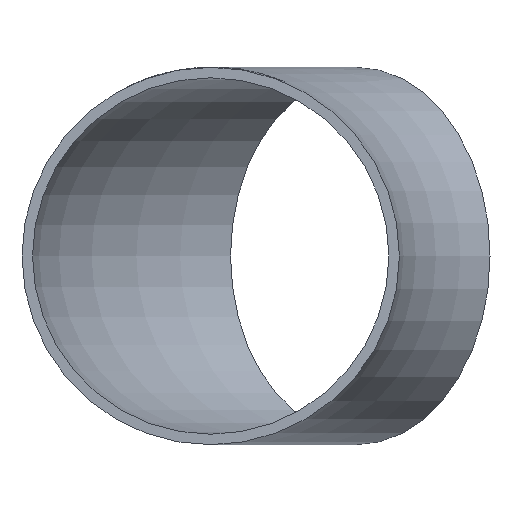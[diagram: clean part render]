
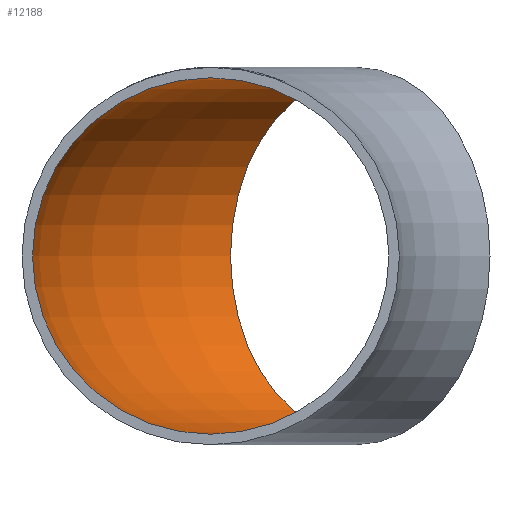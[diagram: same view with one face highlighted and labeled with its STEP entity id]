
A CAD part, front view. The second image highlights one B-rep face of the part: STEP entity #12188.
In plain terms, the highlighted toroidal (fillet/blend) face has major radius 142.5 mm and minor radius 51 mm.
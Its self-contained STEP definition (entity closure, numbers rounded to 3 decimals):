
#49 = EDGE_CURVE ( 'NONE', #19374, #19374, #5299, .T. ) ;
#1153 = CIRCLE ( 'NONE', #17235, 51. ) ;
#2865 = EDGE_CURVE ( 'NONE', #8855, #8855, #1153, .T. ) ;
#2949 = DIRECTION ( 'NONE',  ( -0.707, 0.707, 0. ) ) ;
#3335 = CARTESIAN_POINT ( 'NONE',  ( -142.5, 0., 51. ) ) ;
#4929 = AXIS2_PLACEMENT_3D ( 'NONE', #20405, #13264, #2949 ) ;
#5299 = CIRCLE ( 'NONE', #4929, 51. ) ;
#5655 = EDGE_LOOP ( 'NONE', ( #16193 ) ) ;
#7663 = CARTESIAN_POINT ( 'NONE',  ( 0., 0., 0. ) ) ;
#8855 = VERTEX_POINT ( 'NONE', #3335 ) ;
#9068 = DIRECTION ( 'NONE',  ( 0., 0., 1. ) ) ;
#9203 = CARTESIAN_POINT ( 'NONE',  ( -136.825, 136.825, 0. ) ) ;
#12188 = ADVANCED_FACE ( 'NONE', ( #21932, #12935 ), #12210, .F. ) ;
#12210 = TOROIDAL_SURFACE ( 'NONE', #15181, 142.5, 51. ) ;
#12935 = FACE_OUTER_BOUND ( 'NONE', #13675, .T. ) ;
#13052 = DIRECTION ( 'NONE',  ( -1., 0., 0. ) ) ;
#13264 = DIRECTION ( 'NONE',  ( 0.707, 0.707, 0. ) ) ;
#13675 = EDGE_LOOP ( 'NONE', ( #21421 ) ) ;
#14807 = DIRECTION ( 'NONE',  ( 0., 0., -1. ) ) ;
#15181 = AXIS2_PLACEMENT_3D ( 'NONE', #7663, #14807, #13052 ) ;
#15940 = CARTESIAN_POINT ( 'NONE',  ( -142.5, 0., 0. ) ) ;
#16193 = ORIENTED_EDGE ( 'NONE', *, *, #49, .T. ) ;
#17235 = AXIS2_PLACEMENT_3D ( 'NONE', #15940, #21453, #9068 ) ;
#19374 = VERTEX_POINT ( 'NONE', #9203 ) ;
#20405 = CARTESIAN_POINT ( 'NONE',  ( -100.763, 100.763, 0. ) ) ;
#21421 = ORIENTED_EDGE ( 'NONE', *, *, #2865, .F. ) ;
#21453 = DIRECTION ( 'NONE',  ( 0., 1., 0. ) ) ;
#21932 = FACE_OUTER_BOUND ( 'NONE', #5655, .T. ) ;
